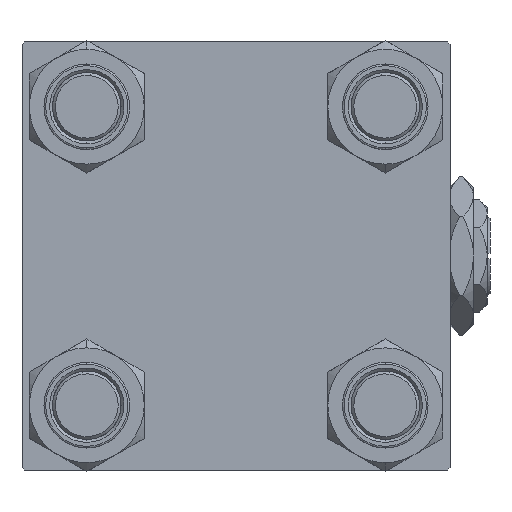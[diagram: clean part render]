
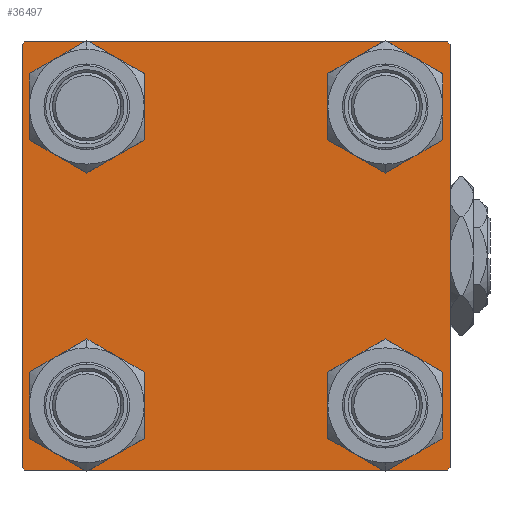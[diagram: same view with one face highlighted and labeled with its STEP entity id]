
A CAD part, left-side view. The second image highlights one B-rep face of the part: STEP entity #36497.
In plain terms, the highlighted planar face has unit normal (-1, 0, 0).
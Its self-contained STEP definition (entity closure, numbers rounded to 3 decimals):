
#224 = LINE ( 'NONE', #8154, #45947 ) ;
#339 = ORIENTED_EDGE ( 'NONE', *, *, #51930, .T. ) ;
#372 = DIRECTION ( 'NONE',  ( 1., 0., 0. ) ) ;
#1337 = VERTEX_POINT ( 'NONE', #45191 ) ;
#1638 = ORIENTED_EDGE ( 'NONE', *, *, #19780, .T. ) ;
#1765 = CARTESIAN_POINT ( 'NONE',  ( 0., -37.5, 37. ) ) ;
#3147 = DIRECTION ( 'NONE',  ( 1., 0., 0. ) ) ;
#3457 = EDGE_LOOP ( 'NONE', ( #51249, #42825, #11914, #339, #37818, #36396, #4561, #39693 ) ) ;
#4561 = ORIENTED_EDGE ( 'NONE', *, *, #32523, .F. ) ;
#5394 = EDGE_LOOP ( 'NONE', ( #30672, #6402 ) ) ;
#5491 = VERTEX_POINT ( 'NONE', #33111 ) ;
#5787 = CIRCLE ( 'NONE', #14125, 6.5 ) ;
#5988 = CARTESIAN_POINT ( 'NONE',  ( 0., 26.15, -19.65 ) ) ;
#6066 = DIRECTION ( 'NONE',  ( 0., -0.707, 0.707 ) ) ;
#6402 = ORIENTED_EDGE ( 'NONE', *, *, #17768, .T. ) ;
#6446 = ORIENTED_EDGE ( 'NONE', *, *, #21966, .T. ) ;
#6663 = VERTEX_POINT ( 'NONE', #21518 ) ;
#6992 = VERTEX_POINT ( 'NONE', #16328 ) ;
#7392 = EDGE_CURVE ( 'NONE', #13342, #47746, #35491, .T. ) ;
#7902 = CIRCLE ( 'NONE', #39118, 6.5 ) ;
#8154 = CARTESIAN_POINT ( 'NONE',  ( 0., -37.5, 37.5 ) ) ;
#8991 = CARTESIAN_POINT ( 'NONE',  ( 0., 37., -37.5 ) ) ;
#9267 = VERTEX_POINT ( 'NONE', #15770 ) ;
#9554 = DIRECTION ( 'NONE',  ( 0., 0., -1. ) ) ;
#10442 = FACE_BOUND ( 'NONE', #52210, .T. ) ;
#10692 = DIRECTION ( 'NONE',  ( 1., 0., 0. ) ) ;
#11687 = DIRECTION ( 'NONE',  ( 0., 0.707, -0.707 ) ) ;
#11914 = ORIENTED_EDGE ( 'NONE', *, *, #35048, .T. ) ;
#12037 = CARTESIAN_POINT ( 'NONE',  ( 0., -37., -37.5 ) ) ;
#12785 = ORIENTED_EDGE ( 'NONE', *, *, #22402, .T. ) ;
#13145 = AXIS2_PLACEMENT_3D ( 'NONE', #39815, #19742, #35856 ) ;
#13249 = LINE ( 'NONE', #29355, #29160 ) ;
#13272 = CARTESIAN_POINT ( 'NONE',  ( 0., 26.15, 26.15 ) ) ;
#13342 = VERTEX_POINT ( 'NONE', #48315 ) ;
#14121 = FACE_OUTER_BOUND ( 'NONE', #3457, .T. ) ;
#14125 = AXIS2_PLACEMENT_3D ( 'NONE', #47493, #30615, #46977 ) ;
#15770 = CARTESIAN_POINT ( 'NONE',  ( 0., 37., 37.5 ) ) ;
#16189 = DIRECTION ( 'NONE',  ( 1., 0., 0. ) ) ;
#16328 = CARTESIAN_POINT ( 'NONE',  ( 0., -26.15, 32.65 ) ) ;
#16479 = DIRECTION ( 'NONE',  ( 0., 0., 1. ) ) ;
#17245 = DIRECTION ( 'NONE',  ( 0., -1., 0. ) ) ;
#17768 = EDGE_CURVE ( 'NONE', #49569, #44081, #33171, .T. ) ;
#17981 = AXIS2_PLACEMENT_3D ( 'NONE', #30226, #38688, #46324 ) ;
#18340 = FACE_BOUND ( 'NONE', #5394, .T. ) ;
#18492 = AXIS2_PLACEMENT_3D ( 'NONE', #37993, #22397, #26624 ) ;
#18974 = LINE ( 'NONE', #34295, #47207 ) ;
#19326 = CARTESIAN_POINT ( 'NONE',  ( 0., 26.15, -32.65 ) ) ;
#19517 = AXIS2_PLACEMENT_3D ( 'NONE', #51051, #10692, #26780 ) ;
#19609 = CARTESIAN_POINT ( 'NONE',  ( 0., 37.25, 37.25 ) ) ;
#19653 = VECTOR ( 'NONE', #33267, 1000. ) ;
#19742 = DIRECTION ( 'NONE',  ( 1., 0., 0. ) ) ;
#19780 = EDGE_CURVE ( 'NONE', #6992, #27374, #5787, .T. ) ;
#19925 = CARTESIAN_POINT ( 'NONE',  ( 0., -26.15, 26.15 ) ) ;
#20054 = CARTESIAN_POINT ( 'NONE',  ( 0., 26.15, 19.65 ) ) ;
#20277 = AXIS2_PLACEMENT_3D ( 'NONE', #45553, #41079, #20744 ) ;
#20735 = ORIENTED_EDGE ( 'NONE', *, *, #7392, .T. ) ;
#20744 = DIRECTION ( 'NONE',  ( 0., 0., 1. ) ) ;
#21046 = CARTESIAN_POINT ( 'NONE',  ( 0., 37.5, -37. ) ) ;
#21450 = CARTESIAN_POINT ( 'NONE',  ( 0., -26.15, 19.65 ) ) ;
#21518 = CARTESIAN_POINT ( 'NONE',  ( 0., 37.5, 37. ) ) ;
#21891 = CARTESIAN_POINT ( 'NONE',  ( 0., -37.25, -37.25 ) ) ;
#21966 = EDGE_CURVE ( 'NONE', #47883, #28582, #27766, .T. ) ;
#22043 = FACE_BOUND ( 'NONE', #42711, .T. ) ;
#22397 = DIRECTION ( 'NONE',  ( 1., 0., 0. ) ) ;
#22402 = EDGE_CURVE ( 'NONE', #27374, #6992, #48812, .T. ) ;
#22999 = LINE ( 'NONE', #46758, #37611 ) ;
#23106 = CARTESIAN_POINT ( 'NONE',  ( 0., 26.15, 32.65 ) ) ;
#24526 = EDGE_CURVE ( 'NONE', #47937, #5491, #18974, .T. ) ;
#25864 = LINE ( 'NONE', #21891, #33415 ) ;
#26624 = DIRECTION ( 'NONE',  ( 0., 0., 1. ) ) ;
#26635 = CARTESIAN_POINT ( 'NONE',  ( 0., -26.15, -32.65 ) ) ;
#26780 = DIRECTION ( 'NONE',  ( 0., 0., 1. ) ) ;
#26787 = PLANE ( 'NONE',  #17981 ) ;
#26962 = VERTEX_POINT ( 'NONE', #12037 ) ;
#27170 = EDGE_CURVE ( 'NONE', #47746, #13342, #46485, .T. ) ;
#27374 = VERTEX_POINT ( 'NONE', #21450 ) ;
#27504 = CIRCLE ( 'NONE', #13145, 6.5 ) ;
#27766 = CIRCLE ( 'NONE', #18492, 6.5 ) ;
#28582 = VERTEX_POINT ( 'NONE', #19326 ) ;
#28737 = ORIENTED_EDGE ( 'NONE', *, *, #49759, .T. ) ;
#29046 = CARTESIAN_POINT ( 'NONE',  ( 0., 37.5, -37.5 ) ) ;
#29160 = VECTOR ( 'NONE', #9554, 1000. ) ;
#29355 = CARTESIAN_POINT ( 'NONE',  ( 0., 37.5, 37.5 ) ) ;
#29719 = VECTOR ( 'NONE', #17245, 1000. ) ;
#29843 = ORIENTED_EDGE ( 'NONE', *, *, #27170, .T. ) ;
#30189 = VERTEX_POINT ( 'NONE', #21046 ) ;
#30226 = CARTESIAN_POINT ( 'NONE',  ( 0., 0., 0. ) ) ;
#30615 = DIRECTION ( 'NONE',  ( 1., 0., 0. ) ) ;
#30672 = ORIENTED_EDGE ( 'NONE', *, *, #35815, .T. ) ;
#31111 = DIRECTION ( 'NONE',  ( 0., 0.707, 0.707 ) ) ;
#31403 = VERTEX_POINT ( 'NONE', #8991 ) ;
#31631 = CARTESIAN_POINT ( 'NONE',  ( 0., 26.15, 26.15 ) ) ;
#32425 = DIRECTION ( 'NONE',  ( 0., 0., -1. ) ) ;
#32523 = EDGE_CURVE ( 'NONE', #9267, #5491, #32813, .T. ) ;
#32813 = LINE ( 'NONE', #41270, #29719 ) ;
#33001 = LINE ( 'NONE', #29046, #19653 ) ;
#33111 = CARTESIAN_POINT ( 'NONE',  ( 0., -37., 37.5 ) ) ;
#33171 = CIRCLE ( 'NONE', #44999, 6.5 ) ;
#33267 = DIRECTION ( 'NONE',  ( 0., -1., 0. ) ) ;
#33415 = VECTOR ( 'NONE', #6066, 1000. ) ;
#34295 = CARTESIAN_POINT ( 'NONE',  ( 0., -37.25, 37.25 ) ) ;
#34937 = LINE ( 'NONE', #19609, #39466 ) ;
#35048 = EDGE_CURVE ( 'NONE', #31403, #26962, #33001, .T. ) ;
#35491 = CIRCLE ( 'NONE', #20277, 6.5 ) ;
#35815 = EDGE_CURVE ( 'NONE', #44081, #49569, #7902, .T. ) ;
#35856 = DIRECTION ( 'NONE',  ( 0., 0., 1. ) ) ;
#36396 = ORIENTED_EDGE ( 'NONE', *, *, #24526, .T. ) ;
#36497 = ADVANCED_FACE ( 'NONE', ( #22043, #50795, #10442, #18340, #14121 ), #26787, .T. ) ;
#37611 = VECTOR ( 'NONE', #50440, 1000. ) ;
#37818 = ORIENTED_EDGE ( 'NONE', *, *, #42852, .F. ) ;
#37993 = CARTESIAN_POINT ( 'NONE',  ( 0., 26.15, -26.15 ) ) ;
#38688 = DIRECTION ( 'NONE',  ( -1., 0., 0. ) ) ;
#39118 = AXIS2_PLACEMENT_3D ( 'NONE', #13272, #16189, #44954 ) ;
#39466 = VECTOR ( 'NONE', #11687, 1000. ) ;
#39693 = ORIENTED_EDGE ( 'NONE', *, *, #47020, .T. ) ;
#39815 = CARTESIAN_POINT ( 'NONE',  ( 0., 26.15, -26.15 ) ) ;
#41079 = DIRECTION ( 'NONE',  ( 1., 0., 0. ) ) ;
#41262 = AXIS2_PLACEMENT_3D ( 'NONE', #19925, #372, #16479 ) ;
#41270 = CARTESIAN_POINT ( 'NONE',  ( 0., 37.5, 37.5 ) ) ;
#42711 = EDGE_LOOP ( 'NONE', ( #1638, #12785 ) ) ;
#42825 = ORIENTED_EDGE ( 'NONE', *, *, #50199, .T. ) ;
#42852 = EDGE_CURVE ( 'NONE', #47937, #1337, #224, .T. ) ;
#43772 = DIRECTION ( 'NONE',  ( 0., 0., 1. ) ) ;
#44081 = VERTEX_POINT ( 'NONE', #23106 ) ;
#44954 = DIRECTION ( 'NONE',  ( 0., 0., 1. ) ) ;
#44999 = AXIS2_PLACEMENT_3D ( 'NONE', #31631, #3147, #43772 ) ;
#45191 = CARTESIAN_POINT ( 'NONE',  ( 0., -37.5, -37. ) ) ;
#45553 = CARTESIAN_POINT ( 'NONE',  ( 0., -26.15, -26.15 ) ) ;
#45947 = VECTOR ( 'NONE', #32425, 1000. ) ;
#46324 = DIRECTION ( 'NONE',  ( 0., 0., 1. ) ) ;
#46485 = CIRCLE ( 'NONE', #19517, 6.5 ) ;
#46758 = CARTESIAN_POINT ( 'NONE',  ( 0., 37.25, -37.25 ) ) ;
#46977 = DIRECTION ( 'NONE',  ( 0., 0., 1. ) ) ;
#47020 = EDGE_CURVE ( 'NONE', #9267, #6663, #34937, .T. ) ;
#47207 = VECTOR ( 'NONE', #31111, 1000. ) ;
#47493 = CARTESIAN_POINT ( 'NONE',  ( 0., -26.15, 26.15 ) ) ;
#47746 = VERTEX_POINT ( 'NONE', #26635 ) ;
#47883 = VERTEX_POINT ( 'NONE', #5988 ) ;
#47937 = VERTEX_POINT ( 'NONE', #1765 ) ;
#48315 = CARTESIAN_POINT ( 'NONE',  ( 0., -26.15, -19.65 ) ) ;
#48812 = CIRCLE ( 'NONE', #41262, 6.5 ) ;
#49569 = VERTEX_POINT ( 'NONE', #20054 ) ;
#49759 = EDGE_CURVE ( 'NONE', #28582, #47883, #27504, .T. ) ;
#50171 = EDGE_CURVE ( 'NONE', #6663, #30189, #13249, .T. ) ;
#50199 = EDGE_CURVE ( 'NONE', #30189, #31403, #22999, .T. ) ;
#50440 = DIRECTION ( 'NONE',  ( 0., -0.707, -0.707 ) ) ;
#50795 = FACE_BOUND ( 'NONE', #51807, .T. ) ;
#51051 = CARTESIAN_POINT ( 'NONE',  ( 0., -26.15, -26.15 ) ) ;
#51249 = ORIENTED_EDGE ( 'NONE', *, *, #50171, .T. ) ;
#51807 = EDGE_LOOP ( 'NONE', ( #20735, #29843 ) ) ;
#51930 = EDGE_CURVE ( 'NONE', #26962, #1337, #25864, .T. ) ;
#52210 = EDGE_LOOP ( 'NONE', ( #6446, #28737 ) ) ;
